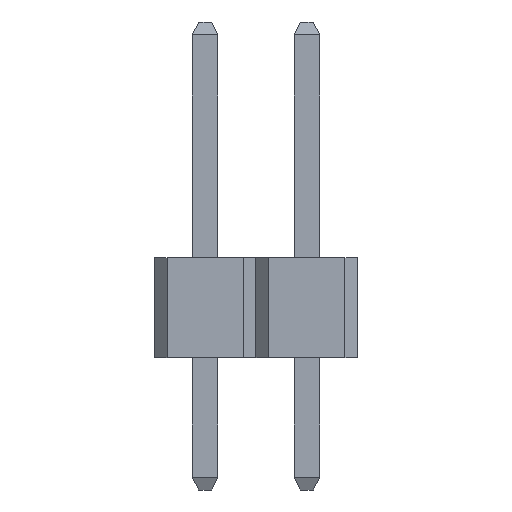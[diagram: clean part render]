
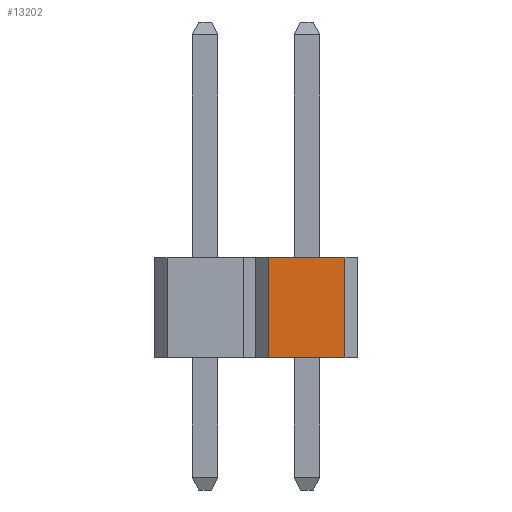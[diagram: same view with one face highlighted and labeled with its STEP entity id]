
A CAD part, left-side view. The second image highlights one B-rep face of the part: STEP entity #13202.
In plain terms, the highlighted planar face has unit normal (-1, 0, 0).
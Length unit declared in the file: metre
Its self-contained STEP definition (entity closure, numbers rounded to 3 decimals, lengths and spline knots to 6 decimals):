
#2628=ORIENTED_EDGE('',*,*,#4932,.T.);
#2629=ORIENTED_EDGE('',*,*,#4933,.T.);
#2630=ORIENTED_EDGE('',*,*,#4934,.F.);
#2631=ORIENTED_EDGE('',*,*,#4935,.T.);
#4932=EDGE_CURVE('',#6208,#6209,#7800,.T.);
#4933=EDGE_CURVE('',#6209,#6210,#7801,.T.);
#4934=EDGE_CURVE('',#6211,#6210,#7802,.T.);
#4935=EDGE_CURVE('',#6211,#6208,#7803,.T.);
#6208=VERTEX_POINT('',#21160);
#6209=VERTEX_POINT('',#21161);
#6210=VERTEX_POINT('',#21163);
#6211=VERTEX_POINT('',#21165);
#7800=LINE('',#21159,#9572);
#7801=LINE('',#21162,#9573);
#7802=LINE('',#21164,#9574);
#7803=LINE('',#21166,#9575);
#9572=VECTOR('',#17585,1.);
#9573=VECTOR('',#17586,1.);
#9574=VECTOR('',#17587,1.);
#9575=VECTOR('',#17588,1.);
#10724=EDGE_LOOP('',(#2628,#2629,#2630,#2631));
#11560=FACE_BOUND('',#10724,.T.);
#12396=PLANE('',#14789);
#13202=ADVANCED_FACE('',(#11560),#12396,.F.);
#14789=AXIS2_PLACEMENT_3D('',#21158,#17583,#17584);
#17583=DIRECTION('',(1.,0.,0.));
#17584=DIRECTION('',(0.,0.,-1.));
#17585=DIRECTION('',(0.,-1.,0.));
#17586=DIRECTION('',(0.,0.,1.));
#17587=DIRECTION('',(0.,-1.,0.));
#17588=DIRECTION('',(0.,0.,-1.));
#21158=CARTESIAN_POINT('',(-0.00127,0.,0.0025));
#21159=CARTESIAN_POINT('',(-0.00127,0.,0.));
#21160=CARTESIAN_POINT('',(-0.00127,0.00095,0.));
#21161=CARTESIAN_POINT('',(-0.00127,-0.00095,0.));
#21162=CARTESIAN_POINT('',(-0.00127,-0.00095,0.0025));
#21163=CARTESIAN_POINT('',(-0.00127,-0.00095,0.0025));
#21164=CARTESIAN_POINT('',(-0.00127,0.,0.0025));
#21165=CARTESIAN_POINT('',(-0.00127,0.00095,0.0025));
#21166=CARTESIAN_POINT('',(-0.00127,0.00095,0.));
